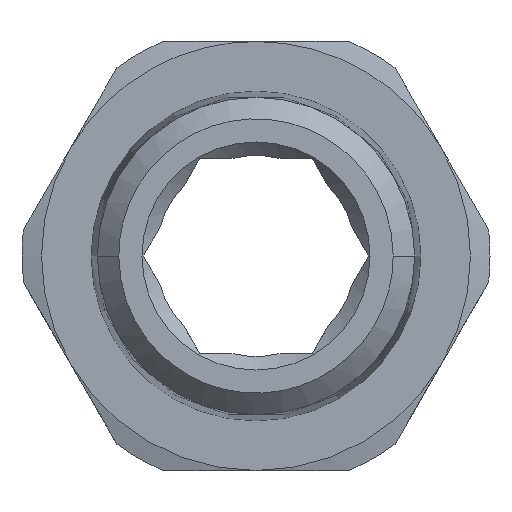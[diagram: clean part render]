
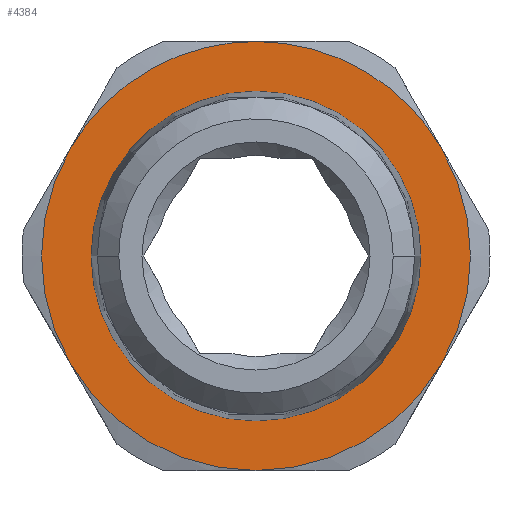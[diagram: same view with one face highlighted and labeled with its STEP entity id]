
A CAD part, front view. The second image highlights one B-rep face of the part: STEP entity #4384.
In plain terms, the highlighted planar face has unit normal (0, -1, 0).
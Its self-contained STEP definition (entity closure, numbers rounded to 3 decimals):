
#226=CARTESIAN_POINT('Vertex',(9.526,0.,-5.5)) ;
#2850=CARTESIAN_POINT('Vertex',(0.,0.,-11.)) ;
#3006=CARTESIAN_POINT('Vertex',(-9.526,0.,-5.5)) ;
#4048=CARTESIAN_POINT('Axis2P3D Location',(0.,0.,0.)) ;
#4052=CARTESIAN_POINT('Vertex',(8.458,0.,0.)) ;
#4054=CARTESIAN_POINT('Vertex',(-8.458,0.,0.)) ;
#4079=CARTESIAN_POINT('Axis2P3D Location',(0.,0.,0.)) ;
#4102=CARTESIAN_POINT('Vertex',(9.526,0.,5.5)) ;
#4105=CARTESIAN_POINT('Axis2P3D Location',(0.,0.,0.)) ;
#4123=CARTESIAN_POINT('Axis2P3D Location',(0.,0.,0.)) ;
#4140=CARTESIAN_POINT('Axis2P3D Location',(0.,0.,0.)) ;
#4164=CARTESIAN_POINT('Axis2P3D Location',(0.,0.,0.)) ;
#4168=CARTESIAN_POINT('Vertex',(-9.526,0.,5.5)) ;
#4337=CARTESIAN_POINT('Axis2P3D Location',(0.,0.,0.)) ;
#4343=CARTESIAN_POINT('Control Point',(0.,0.,11.)) ;
#4344=CARTESIAN_POINT('Control Point',(1.137,0.,11.)) ;
#4345=CARTESIAN_POINT('Control Point',(2.275,0.,10.853)) ;
#4346=CARTESIAN_POINT('Control Point',(3.387,0.,10.559)) ;
#4347=CARTESIAN_POINT('Control Point',(5.51,0.,9.69)) ;
#4348=CARTESIAN_POINT('Control Point',(7.342,0.,8.31)) ;
#4349=CARTESIAN_POINT('Control Point',(8.163,0.,7.505)) ;
#4350=CARTESIAN_POINT('Control Point',(8.889,0.,6.58)) ;
#4351=CARTESIAN_POINT('Control Point',(9.482,0.,5.575)) ;
#4352=CARTESIAN_POINT('Control Point',(9.497,0.,5.55)) ;
#4353=CARTESIAN_POINT('Control Point',(9.512,0.,5.525)) ;
#4354=CARTESIAN_POINT('Control Point',(9.526,0.,5.5)) ;
#4355=CARTESIAN_POINT('Vertex',(0.,0.,11.)) ;
#4359=CARTESIAN_POINT('Control Point',(-9.526,0.,5.5)) ;
#4360=CARTESIAN_POINT('Control Point',(-8.958,0.,6.485)) ;
#4361=CARTESIAN_POINT('Control Point',(-8.262,0.,7.396)) ;
#4362=CARTESIAN_POINT('Control Point',(-7.451,0.,8.213)) ;
#4363=CARTESIAN_POINT('Control Point',(-5.637,0.,9.617)) ;
#4364=CARTESIAN_POINT('Control Point',(-3.526,0.,10.513)) ;
#4365=CARTESIAN_POINT('Control Point',(-2.418,0.,10.822)) ;
#4366=CARTESIAN_POINT('Control Point',(-1.254,0.,10.988)) ;
#4367=CARTESIAN_POINT('Control Point',(-0.087,0.,11.)) ;
#4368=CARTESIAN_POINT('Control Point',(-0.058,0.,11.)) ;
#4369=CARTESIAN_POINT('Control Point',(-0.029,0.,11.)) ;
#4370=CARTESIAN_POINT('Control Point',(0.,0.,11.)) ;
#4049=DIRECTION('Axis2P3D Direction',(-0.,1.,0.)) ;
#4080=DIRECTION('Axis2P3D Direction',(-0.,1.,0.)) ;
#4106=DIRECTION('Axis2P3D Direction',(0.,1.,0.)) ;
#4124=DIRECTION('Axis2P3D Direction',(0.,1.,0.)) ;
#4141=DIRECTION('Axis2P3D Direction',(0.,1.,0.)) ;
#4165=DIRECTION('Axis2P3D Direction',(0.,1.,0.)) ;
#4338=DIRECTION('Axis2P3D Direction',(0.,-1.,0.)) ;
#4339=DIRECTION('Axis2P3D XDirection',(0.,0.,1.)) ;
#4050=AXIS2_PLACEMENT_3D('Circle Axis2P3D',#4048,#4049,$) ;
#4081=AXIS2_PLACEMENT_3D('Circle Axis2P3D',#4079,#4080,$) ;
#4107=AXIS2_PLACEMENT_3D('Circle Axis2P3D',#4105,#4106,$) ;
#4125=AXIS2_PLACEMENT_3D('Circle Axis2P3D',#4123,#4124,$) ;
#4142=AXIS2_PLACEMENT_3D('Circle Axis2P3D',#4140,#4141,$) ;
#4166=AXIS2_PLACEMENT_3D('Circle Axis2P3D',#4164,#4165,$) ;
#4340=AXIS2_PLACEMENT_3D('Plane Axis2P3D',#4337,#4338,#4339) ;
#4373=ORIENTED_EDGE('',*,*,#4170,.F.) ;
#4374=ORIENTED_EDGE('',*,*,#4144,.F.) ;
#4375=ORIENTED_EDGE('',*,*,#4127,.F.) ;
#4376=ORIENTED_EDGE('',*,*,#4109,.F.) ;
#4377=ORIENTED_EDGE('',*,*,#4357,.F.) ;
#4378=ORIENTED_EDGE('',*,*,#4371,.F.) ;
#4381=ORIENTED_EDGE('',*,*,#4083,.T.) ;
#4382=ORIENTED_EDGE('',*,*,#4056,.F.) ;
#4383=FACE_BOUND('',#4380,.T.) ;
#4384=ADVANCED_FACE('PN510B-14R38',(#4379,#4383),#4341,.T.) ;
#4342=B_SPLINE_CURVE_WITH_KNOTS('',5,(#4343,#4344,#4345,#4346,#4347,#4348,#4349,#4350,#4351,#4352,#4353,#4354),.UNSPECIFIED.,.F.,.U.,(6,3,3,6),(0.,8.042,16.085,16.29),.UNSPECIFIED.) ;
#4358=B_SPLINE_CURVE_WITH_KNOTS('',5,(#4359,#4360,#4361,#4362,#4363,#4364,#4365,#4366,#4367,#4368,#4369,#4370),.UNSPECIFIED.,.F.,.U.,(6,3,3,6),(0.,8.042,16.085,16.29),.UNSPECIFIED.) ;
#4051=CIRCLE('generated circle',#4050,8.458) ;
#4082=CIRCLE('generated circle',#4081,8.458) ;
#4108=CIRCLE('generated circle',#4107,11.) ;
#4126=CIRCLE('generated circle',#4125,11.) ;
#4143=CIRCLE('generated circle',#4142,11.) ;
#4167=CIRCLE('generated circle',#4166,11.) ;
#4056=EDGE_CURVE('',#4053,#4055,#4051,.F.) ;
#4083=EDGE_CURVE('',#4053,#4055,#4082,.T.) ;
#4109=EDGE_CURVE('',#4103,#227,#4108,.T.) ;
#4127=EDGE_CURVE('',#227,#2851,#4126,.T.) ;
#4144=EDGE_CURVE('',#2851,#3007,#4143,.T.) ;
#4170=EDGE_CURVE('',#3007,#4169,#4167,.T.) ;
#4357=EDGE_CURVE('',#4356,#4103,#4342,.T.) ;
#4371=EDGE_CURVE('',#4169,#4356,#4358,.T.) ;
#4372=EDGE_LOOP('',(#4373,#4374,#4375,#4376,#4377,#4378)) ;
#4380=EDGE_LOOP('',(#4381,#4382)) ;
#4379=FACE_OUTER_BOUND('',#4372,.T.) ;
#4341=PLANE('',#4340) ;
#227=VERTEX_POINT('',#226) ;
#2851=VERTEX_POINT('',#2850) ;
#3007=VERTEX_POINT('',#3006) ;
#4053=VERTEX_POINT('',#4052) ;
#4055=VERTEX_POINT('',#4054) ;
#4103=VERTEX_POINT('',#4102) ;
#4169=VERTEX_POINT('',#4168) ;
#4356=VERTEX_POINT('',#4355) ;
